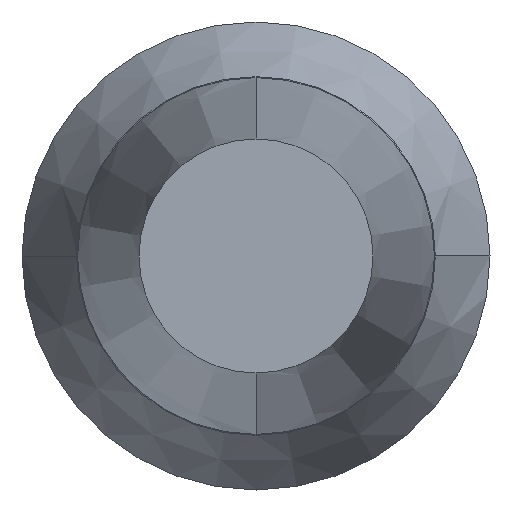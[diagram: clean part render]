
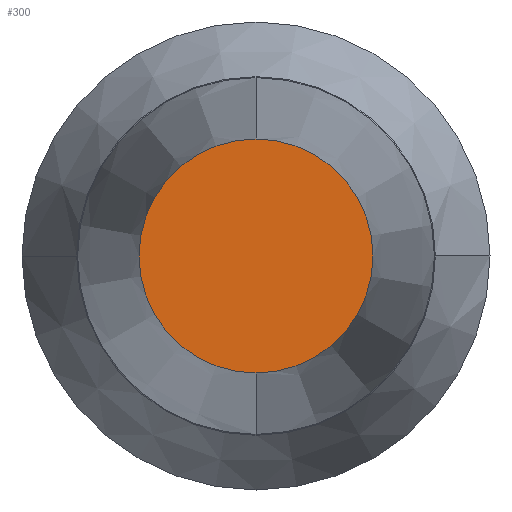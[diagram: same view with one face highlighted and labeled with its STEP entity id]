
A CAD part, front view. The second image highlights one B-rep face of the part: STEP entity #300.
In plain terms, the highlighted planar face has unit normal (0, -1, 0).
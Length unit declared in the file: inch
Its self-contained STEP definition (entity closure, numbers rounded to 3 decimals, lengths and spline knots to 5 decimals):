
#19 = AXIS2_PLACEMENT_3D ( 'NONE', #349, #125, #183 ) ;
#62 = PLANE ( 'NONE',  #410 ) ;
#125 = DIRECTION ( 'NONE',  ( 0., -1., 0. ) ) ;
#154 = CARTESIAN_POINT ( 'NONE',  ( 0., 0., 0. ) ) ;
#159 = DIRECTION ( 'NONE',  ( 0., -1., 0. ) ) ;
#183 = DIRECTION ( 'NONE',  ( 0., 0., -1. ) ) ;
#189 = CIRCLE ( 'NONE', #19, 0.125 ) ;
#212 = CARTESIAN_POINT ( 'NONE',  ( 0., 0., 0.125 ) ) ;
#249 = DIRECTION ( 'NONE',  ( 0., -1., 0. ) ) ;
#277 = CARTESIAN_POINT ( 'NONE',  ( 0., 0., 0. ) ) ;
#299 = EDGE_LOOP ( 'NONE', ( #331, #443 ) ) ;
#300 = ADVANCED_FACE ( 'NONE', ( #369 ), #62, .T. ) ;
#302 = VERTEX_POINT ( 'NONE', #212 ) ;
#315 = CIRCLE ( 'NONE', #452, 0.125 ) ;
#331 = ORIENTED_EDGE ( 'NONE', *, *, #407, .T. ) ;
#349 = CARTESIAN_POINT ( 'NONE',  ( 0., 0., 0. ) ) ;
#369 = FACE_OUTER_BOUND ( 'NONE', #299, .T. ) ;
#389 = DIRECTION ( 'NONE',  ( 0., 0., -1. ) ) ;
#407 = EDGE_CURVE ( 'NONE', #302, #415, #189, .T. ) ;
#410 = AXIS2_PLACEMENT_3D ( 'NONE', #277, #159, #423 ) ;
#415 = VERTEX_POINT ( 'NONE', #424 ) ;
#420 = EDGE_CURVE ( 'NONE', #415, #302, #315, .T. ) ;
#423 = DIRECTION ( 'NONE',  ( 0., 0., -1. ) ) ;
#424 = CARTESIAN_POINT ( 'NONE',  ( 0., 0., -0.125 ) ) ;
#443 = ORIENTED_EDGE ( 'NONE', *, *, #420, .T. ) ;
#452 = AXIS2_PLACEMENT_3D ( 'NONE', #154, #249, #389 ) ;
